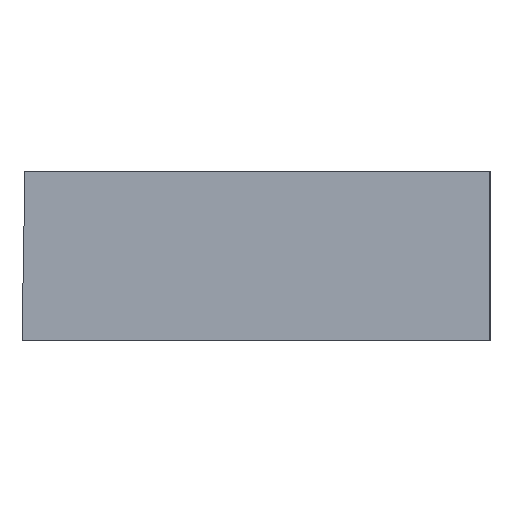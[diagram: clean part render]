
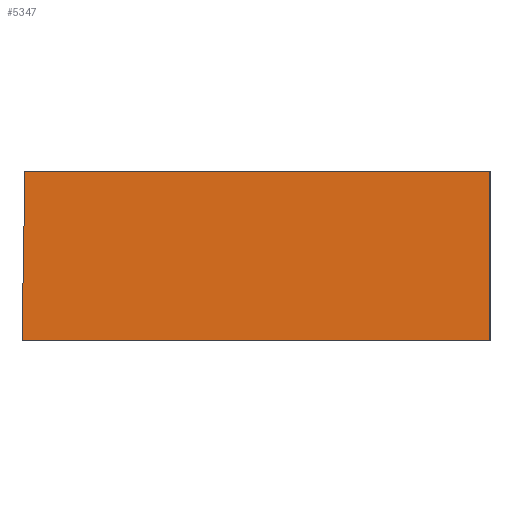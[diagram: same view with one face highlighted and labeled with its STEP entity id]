
A CAD part, left-side view. The second image highlights one B-rep face of the part: STEP entity #5347.
In plain terms, the highlighted planar face has unit normal (-1, 0, 0.018).
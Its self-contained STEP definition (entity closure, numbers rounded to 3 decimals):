
#526 = CARTESIAN_POINT ( 'NONE',  ( -31.581, 41.481, 1.102 ) ) ;
#895 = AXIS2_PLACEMENT_3D ( 'NONE', #2010, #3677, #9500 ) ;
#1245 = DIRECTION ( 'NONE',  ( 0., 1., 0. ) ) ;
#1308 = ORIENTED_EDGE ( 'NONE', *, *, #4243, .F. ) ;
#2010 = CARTESIAN_POINT ( 'NONE',  ( -31.6, 0., 0. ) ) ;
#2083 = CARTESIAN_POINT ( 'NONE',  ( -31.6, 0., 0. ) ) ;
#2768 = ORIENTED_EDGE ( 'NONE', *, *, #3732, .F. ) ;
#2786 = ORIENTED_EDGE ( 'NONE', *, *, #4520, .F. ) ;
#2863 = ORIENTED_EDGE ( 'NONE', *, *, #6090, .F. ) ;
#3019 = EDGE_LOOP ( 'NONE', ( #2768, #2786, #2863, #1308 ) ) ;
#3163 = CARTESIAN_POINT ( 'NONE',  ( -31.338, 41.5, 15. ) ) ;
#3455 = CARTESIAN_POINT ( 'NONE',  ( -31.6, 41.5, 0. ) ) ;
#3677 = DIRECTION ( 'NONE',  ( -1., 0., 0.017 ) ) ;
#3732 = EDGE_CURVE ( 'NONE', #10604, #6949, #8695, .T. ) ;
#4243 = EDGE_CURVE ( 'NONE', #6949, #5885, #8110, .T. ) ;
#4394 = CARTESIAN_POINT ( 'NONE',  ( -31.6, 0., 0. ) ) ;
#4520 = EDGE_CURVE ( 'NONE', #7006, #10604, #7682, .T. ) ;
#5347 = ADVANCED_FACE ( 'NONE', ( #6854 ), #8649, .T. ) ;
#5885 = VERTEX_POINT ( 'NONE', #3455 ) ;
#5938 = LINE ( 'NONE', #526, #5973 ) ;
#5973 = VECTOR ( 'NONE', #6317, 1000. ) ;
#6090 = EDGE_CURVE ( 'NONE', #5885, #7006, #5938, .T. ) ;
#6317 = DIRECTION ( 'NONE',  ( 0.017, -0.017, 1. ) ) ;
#6854 = FACE_OUTER_BOUND ( 'NONE', #3019, .T. ) ;
#6910 = CARTESIAN_POINT ( 'NONE',  ( -31.338, 41.238, 15. ) ) ;
#6949 = VERTEX_POINT ( 'NONE', #4394 ) ;
#7006 = VERTEX_POINT ( 'NONE', #6910 ) ;
#7682 = LINE ( 'NONE', #3163, #7699 ) ;
#7699 = VECTOR ( 'NONE', #9855, 1000. ) ;
#8079 = VECTOR ( 'NONE', #1245, 1000. ) ;
#8110 = LINE ( 'NONE', #2083, #8079 ) ;
#8649 = PLANE ( 'NONE',  #895 ) ;
#8677 = VECTOR ( 'NONE', #10638, 1000. ) ;
#8695 = LINE ( 'NONE', #10592, #8677 ) ;
#9414 = CARTESIAN_POINT ( 'NONE',  ( -31.338, 0., 15. ) ) ;
#9500 = DIRECTION ( 'NONE',  ( 0.017, 0., 1. ) ) ;
#9855 = DIRECTION ( 'NONE',  ( 0., -1., 0. ) ) ;
#10592 = CARTESIAN_POINT ( 'NONE',  ( -31.581, 0., 1.103 ) ) ;
#10604 = VERTEX_POINT ( 'NONE', #9414 ) ;
#10638 = DIRECTION ( 'NONE',  ( -0.017, 0., -1. ) ) ;
